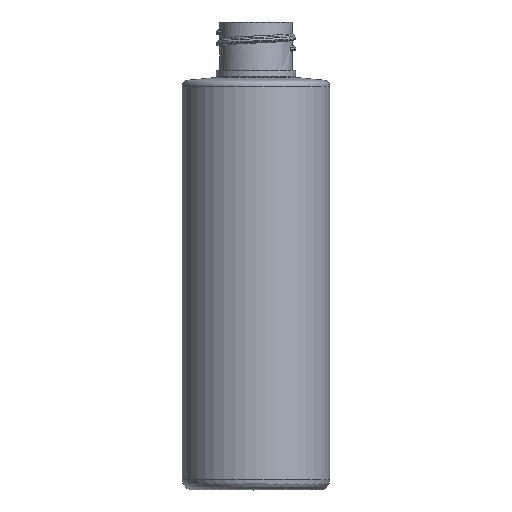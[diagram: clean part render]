
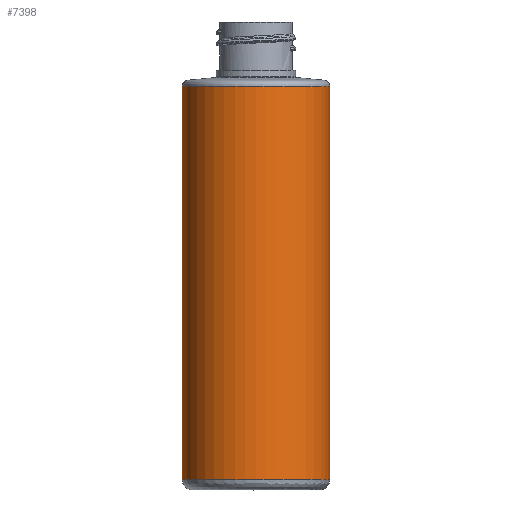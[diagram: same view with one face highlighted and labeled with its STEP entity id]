
A CAD part, top view. The second image highlights one B-rep face of the part: STEP entity #7398.
In plain terms, the highlighted free-form (B-spline) face has degree [2, 1] with [5, 2] control points.
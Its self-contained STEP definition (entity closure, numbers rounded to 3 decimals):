
#7293 = VERTEX_POINT('',#7294);
#7294 = CARTESIAN_POINT('',(23.642,-131.332,0.));
#7300 = EDGE_CURVE('',#7301,#7293,#7303,.T.);
#7301 = VERTEX_POINT('',#7302);
#7302 = CARTESIAN_POINT('',(-23.642,-131.332,0.));
#7303 = ( BOUNDED_CURVE() B_SPLINE_CURVE(2,(#7304,#7305,#7306,#7307,
#7308),.UNSPECIFIED.,.F.,.F.) B_SPLINE_CURVE_WITH_KNOTS((3,2,3),(0.,
1.571,3.142),.PIECEWISE_BEZIER_KNOTS.) CURVE() 
GEOMETRIC_REPRESENTATION_ITEM() RATIONAL_B_SPLINE_CURVE((1.,
0.707,1.,0.707,1.)) REPRESENTATION_ITEM('') );
#7304 = CARTESIAN_POINT('',(-23.642,-131.332,0.));
#7305 = CARTESIAN_POINT('',(-23.642,-131.332,
    23.642));
#7306 = CARTESIAN_POINT('',(0.,-131.332,
    23.642));
#7307 = CARTESIAN_POINT('',(23.642,-131.332,
    23.642));
#7308 = CARTESIAN_POINT('',(23.642,-131.332,
    0.));
#7366 = VERTEX_POINT('',#7367);
#7367 = CARTESIAN_POINT('',(-23.642,-5.1,0.));
#7368 = VERTEX_POINT('',#7369);
#7369 = CARTESIAN_POINT('',(23.642,-5.1,0.));
#7377 = EDGE_CURVE('',#7368,#7293,#7378,.T.);
#7378 = B_SPLINE_CURVE_WITH_KNOTS('',1,(#7379,#7380),.UNSPECIFIED.,.F.,
  .F.,(2,2),(0.,116.397),.PIECEWISE_BEZIER_KNOTS.);
#7379 = CARTESIAN_POINT('',(23.642,-5.1,0.));
#7380 = CARTESIAN_POINT('',(23.642,-131.332,0.));
#7383 = EDGE_CURVE('',#7366,#7301,#7384,.T.);
#7384 = B_SPLINE_CURVE_WITH_KNOTS('',1,(#7385,#7386),.UNSPECIFIED.,.F.,
  .F.,(2,2),(0.,116.397),.PIECEWISE_BEZIER_KNOTS.);
#7385 = CARTESIAN_POINT('',(-23.642,-5.1,0.));
#7386 = CARTESIAN_POINT('',(-23.642,-131.332,0.));
#7398 = ADVANCED_FACE('',(#7399),#7412,.T.);
#7399 = FACE_BOUND('',#7400,.T.);
#7400 = EDGE_LOOP('',(#7401,#7402,#7403,#7411));
#7401 = ORIENTED_EDGE('',*,*,#7300,.T.);
#7402 = ORIENTED_EDGE('',*,*,#7377,.F.);
#7403 = ORIENTED_EDGE('',*,*,#7404,.F.);
#7404 = EDGE_CURVE('',#7366,#7368,#7405,.T.);
#7405 = ( BOUNDED_CURVE() B_SPLINE_CURVE(2,(#7406,#7407,#7408,#7409,
#7410),.UNSPECIFIED.,.F.,.F.) B_SPLINE_CURVE_WITH_KNOTS((3,2,3),(0.,
1.571,3.142),.PIECEWISE_BEZIER_KNOTS.) CURVE() 
GEOMETRIC_REPRESENTATION_ITEM() RATIONAL_B_SPLINE_CURVE((1.,
0.707,1.,0.707,1.)) REPRESENTATION_ITEM('') );
#7406 = CARTESIAN_POINT('',(-23.642,-5.1,0.));
#7407 = CARTESIAN_POINT('',(-23.642,-5.1,
    23.642));
#7408 = CARTESIAN_POINT('',(0.,-5.1,
    23.642));
#7409 = CARTESIAN_POINT('',(23.642,-5.1,
    23.642));
#7410 = CARTESIAN_POINT('',(23.642,-5.1,
    0.));
#7411 = ORIENTED_EDGE('',*,*,#7383,.T.);
#7412 = ( BOUNDED_SURFACE() B_SPLINE_SURFACE(2,1,(
    (#7413,#7414)
    ,(#7415,#7416)
    ,(#7417,#7418)
    ,(#7419,#7420)
    ,(#7421,#7422
)),.UNSPECIFIED.,.F.,.F.,.F.) B_SPLINE_SURFACE_WITH_KNOTS((3,2,3),(2,2),
  (3.142,4.712,6.283),(9.205,125.602),
.PIECEWISE_BEZIER_KNOTS.) GEOMETRIC_REPRESENTATION_ITEM() 
RATIONAL_B_SPLINE_SURFACE((
    (1.,1.)
    ,(0.707,0.707)
    ,(1.,1.)
    ,(0.707,0.707)
,(1.,1.))) REPRESENTATION_ITEM('') SURFACE() );
#7413 = CARTESIAN_POINT('',(-23.642,-131.332,
    0.));
#7414 = CARTESIAN_POINT('',(-23.642,-5.1,
    0.));
#7415 = CARTESIAN_POINT('',(-23.642,-131.332,
    23.642));
#7416 = CARTESIAN_POINT('',(-23.642,-5.1,
    23.642));
#7417 = CARTESIAN_POINT('',(0.,-131.332,
    23.642));
#7418 = CARTESIAN_POINT('',(0.,-5.1,
    23.642));
#7419 = CARTESIAN_POINT('',(23.642,-131.332,
    23.642));
#7420 = CARTESIAN_POINT('',(23.642,-5.1,
    23.642));
#7421 = CARTESIAN_POINT('',(23.642,-131.332,
    0.));
#7422 = CARTESIAN_POINT('',(23.642,-5.1,
    0.));
